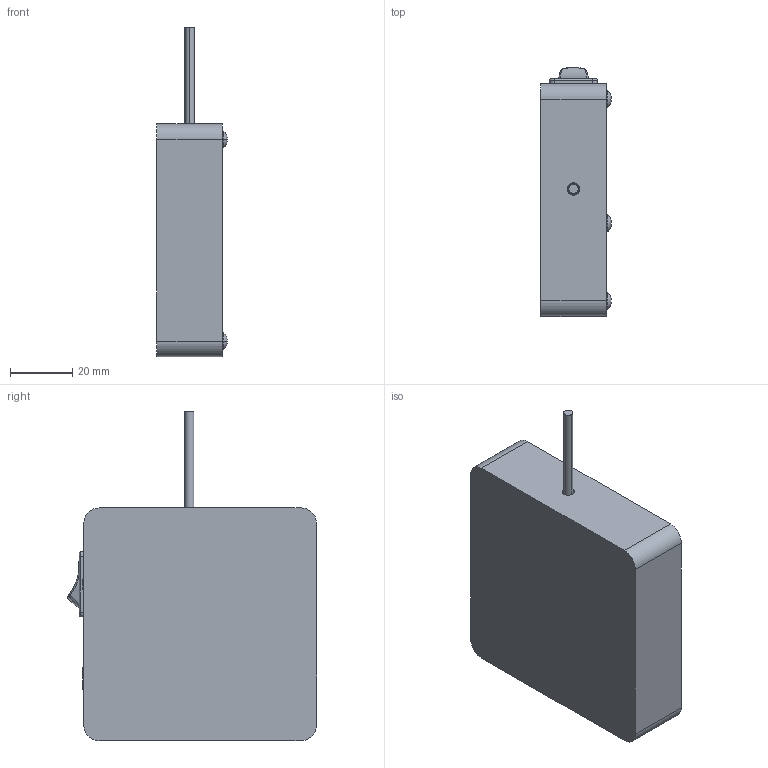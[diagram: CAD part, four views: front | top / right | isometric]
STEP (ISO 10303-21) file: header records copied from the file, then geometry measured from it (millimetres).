
FILE_DESCRIPTION((''),'2;1');
FILE_NAME('215071_ASM','2019-11-19T11:06:12',('pdmadmin'),('BANNER ENGINEERING'),'CREO PARAMETRIC BY PTC INC, 2018300','CREO PARAMETRIC BY PTC INC, 2018300','');
FILE_SCHEMA(('CONFIG_CONTROL_DESIGN'));
Products named in the file (16): 52551; 52552; 52104; 51403; 51282; LENS_LASER_EMITTER; 51283; 51281; CABLE_118; 51279_ASM; 52553_BODY; 52553_BUTTON; 52553_ASM; 4X1_4_HEX_BHCS; 71445---LAT-1-SS_ASM; 215071_ASM
Assembly tree (20 placements, depth 4):
  215071_ASM
    71445---LAT-1-SS_ASM
      52551
      52552
      52104
      51279_ASM
        51403
        51282
        LENS_LASER_EMITTER
        51283
        51281
        CABLE_118
      52553_ASM
        52553_BODY
        52553_BUTTON
      4X1_4_HEX_BHCS  x6
Bounding box: 22.59 x 80.26 x 106.14 mm (x, y, z)
Volume: 54978.7 mm3; surface area: 45305.8 mm2
Topology: 17 solids, 17 shells, 628 faces, 1594 edges, 1035 vertices
Faces by surface type: plane 374, cylinder 167, cone 52, bspline 23, torus 8, sphere 4
Entity records: 18165 total; most frequent: CARTESIAN_POINT 4276, DIRECTION 2860, ORIENTED_EDGE 2796, EDGE_CURVE 1398, AXIS2_PLACEMENT_3D 973, VERTEX_POINT 915, VECTOR 914, LINE 914
